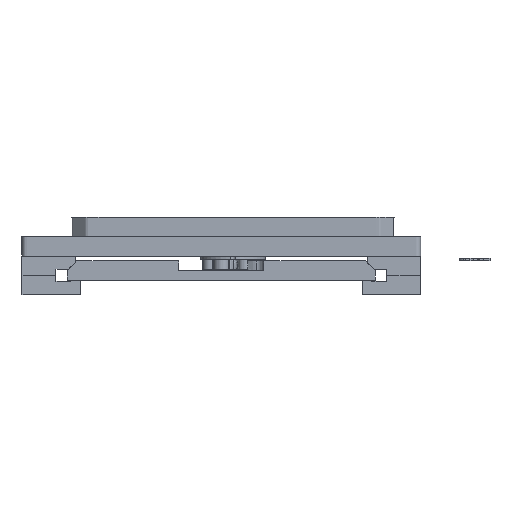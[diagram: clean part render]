
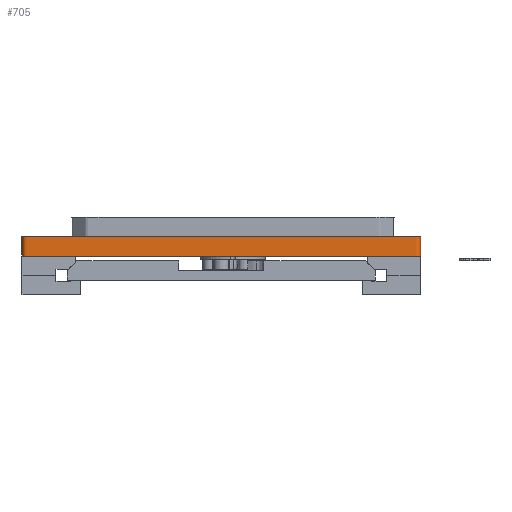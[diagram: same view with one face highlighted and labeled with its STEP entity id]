
A CAD part, left-side view. The second image highlights one B-rep face of the part: STEP entity #705.
In plain terms, the highlighted free-form (B-spline) face has degree [1, 2] with [2, 9] control points.
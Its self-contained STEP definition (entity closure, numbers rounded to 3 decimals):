
#705=ADVANCED_FACE('',(#1506),#12822,.T.);
#1506=FACE_OUTER_BOUND('',#2378,.T.);
#2378=EDGE_LOOP('',(#4084,#4085,#4086,#4087));
#4084=ORIENTED_EDGE('',*,*,#7754,.T.);
#4085=ORIENTED_EDGE('',*,*,#7755,.T.);
#4086=ORIENTED_EDGE('',*,*,#7682,.F.);
#4087=ORIENTED_EDGE('',*,*,#7756,.F.);
#7682=EDGE_CURVE('',#11634,#11642,#9668,.T.);
#7754=EDGE_CURVE('',#11682,#11683,#9704,.T.);
#7755=EDGE_CURVE('',#11683,#11642,#9705,.T.);
#7756=EDGE_CURVE('',#11682,#11634,#9706,.T.);
#9668=(
BOUNDED_CURVE()
B_SPLINE_CURVE(1,(#22511,#22512),.UNSPECIFIED.,.F.,.F.)
B_SPLINE_CURVE_WITH_KNOTS((2,2),(0.,8.),.UNSPECIFIED.)
CURVE()
GEOMETRIC_REPRESENTATION_ITEM()
RATIONAL_B_SPLINE_CURVE((1.,1.))
REPRESENTATION_ITEM('')
);
#9704=(
BOUNDED_CURVE()
B_SPLINE_CURVE(1,(#22751,#22752),.UNSPECIFIED.,.F.,.F.)
B_SPLINE_CURVE_WITH_KNOTS((2,2),(0.,8.),.UNSPECIFIED.)
CURVE()
GEOMETRIC_REPRESENTATION_ITEM()
RATIONAL_B_SPLINE_CURVE((1.,1.))
REPRESENTATION_ITEM('')
);
#9705=(
BOUNDED_CURVE()
B_SPLINE_CURVE(2,(#22753,#22754,#22755,#22756,#22757,#22758,#22759,#22760,
#22761),.UNSPECIFIED.,.F.,.F.)
B_SPLINE_CURVE_WITH_KNOTS((3,2,2,2,3),(-403.425,-207.425,
-204.283,-203.283,-200.142),.UNSPECIFIED.)
CURVE()
GEOMETRIC_REPRESENTATION_ITEM()
RATIONAL_B_SPLINE_CURVE((1.,1.,1.,0.707,1.,1.,1.,0.707,
1.))
REPRESENTATION_ITEM('')
);
#9706=(
BOUNDED_CURVE()
B_SPLINE_CURVE(2,(#22762,#22763,#22764,#22765,#22766,#22767,#22768,#22769,
#22770),.UNSPECIFIED.,.F.,.F.)
B_SPLINE_CURVE_WITH_KNOTS((3,2,2,2,3),(-403.425,-207.425,
-204.283,-203.283,-200.142),.UNSPECIFIED.)
CURVE()
GEOMETRIC_REPRESENTATION_ITEM()
RATIONAL_B_SPLINE_CURVE((1.,1.,1.,0.707,1.,1.,1.,0.707,
1.))
REPRESENTATION_ITEM('')
);
#11634=VERTEX_POINT('',#22439);
#11642=VERTEX_POINT('',#22447);
#11682=VERTEX_POINT('',#22487);
#11683=VERTEX_POINT('',#22488);
#12822=(
BOUNDED_SURFACE()
B_SPLINE_SURFACE(1,2,((#22134,#22135,#22136,#22137,#22138,#22139,#22140,
#22141,#22142),(#22143,#22144,#22145,#22146,#22147,#22148,#22149,#22150,
#22151)),.UNSPECIFIED.,.F.,.F.,.F.)
B_SPLINE_SURFACE_WITH_KNOTS((2,2),(3,2,2,2,3),(0.,8.),(-403.425,
-207.425,-204.283,-203.283,-200.142),
 .UNSPECIFIED.)
GEOMETRIC_REPRESENTATION_ITEM()
RATIONAL_B_SPLINE_SURFACE(((1.,1.,1.,0.707,1.,1.,1.,0.707,
1.),(1.,1.,1.,0.707,1.,1.,1.,0.707,1.)))
REPRESENTATION_ITEM('')
SURFACE()
);
#22134=CARTESIAN_POINT('',(225.261,825.48,2.));
#22135=CARTESIAN_POINT('',(127.261,825.48,2.));
#22136=CARTESIAN_POINT('',(29.261,825.48,2.));
#22137=CARTESIAN_POINT('',(27.261,825.48,2.));
#22138=CARTESIAN_POINT('',(27.261,827.48,2.));
#22139=CARTESIAN_POINT('',(27.261,907.58,2.));
#22140=CARTESIAN_POINT('',(27.261,987.68,2.));
#22141=CARTESIAN_POINT('',(27.261,989.68,2.));
#22142=CARTESIAN_POINT('',(29.261,989.68,2.));
#22143=CARTESIAN_POINT('',(225.261,825.48,10.));
#22144=CARTESIAN_POINT('',(127.261,825.48,10.));
#22145=CARTESIAN_POINT('',(29.261,825.48,10.));
#22146=CARTESIAN_POINT('',(27.261,825.48,10.));
#22147=CARTESIAN_POINT('',(27.261,827.48,10.));
#22148=CARTESIAN_POINT('',(27.261,907.58,10.));
#22149=CARTESIAN_POINT('',(27.261,987.68,10.));
#22150=CARTESIAN_POINT('',(27.261,989.68,10.));
#22151=CARTESIAN_POINT('',(29.261,989.68,10.));
#22439=CARTESIAN_POINT('',(29.261,989.68,2.));
#22447=CARTESIAN_POINT('',(29.261,989.68,10.));
#22487=CARTESIAN_POINT('',(225.261,825.48,2.));
#22488=CARTESIAN_POINT('',(225.261,825.48,10.));
#22511=CARTESIAN_POINT('',(29.261,989.68,2.));
#22512=CARTESIAN_POINT('',(29.261,989.68,10.));
#22751=CARTESIAN_POINT('',(225.261,825.48,2.));
#22752=CARTESIAN_POINT('',(225.261,825.48,10.));
#22753=CARTESIAN_POINT('',(225.261,825.48,10.));
#22754=CARTESIAN_POINT('',(127.261,825.48,10.));
#22755=CARTESIAN_POINT('',(29.261,825.48,10.));
#22756=CARTESIAN_POINT('',(27.261,825.48,10.));
#22757=CARTESIAN_POINT('',(27.261,827.48,10.));
#22758=CARTESIAN_POINT('',(27.261,907.58,10.));
#22759=CARTESIAN_POINT('',(27.261,987.68,10.));
#22760=CARTESIAN_POINT('',(27.261,989.68,10.));
#22761=CARTESIAN_POINT('',(29.261,989.68,10.));
#22762=CARTESIAN_POINT('',(225.261,825.48,2.));
#22763=CARTESIAN_POINT('',(127.261,825.48,2.));
#22764=CARTESIAN_POINT('',(29.261,825.48,2.));
#22765=CARTESIAN_POINT('',(27.261,825.48,2.));
#22766=CARTESIAN_POINT('',(27.261,827.48,2.));
#22767=CARTESIAN_POINT('',(27.261,907.58,2.));
#22768=CARTESIAN_POINT('',(27.261,987.68,2.));
#22769=CARTESIAN_POINT('',(27.261,989.68,2.));
#22770=CARTESIAN_POINT('',(29.261,989.68,2.));
